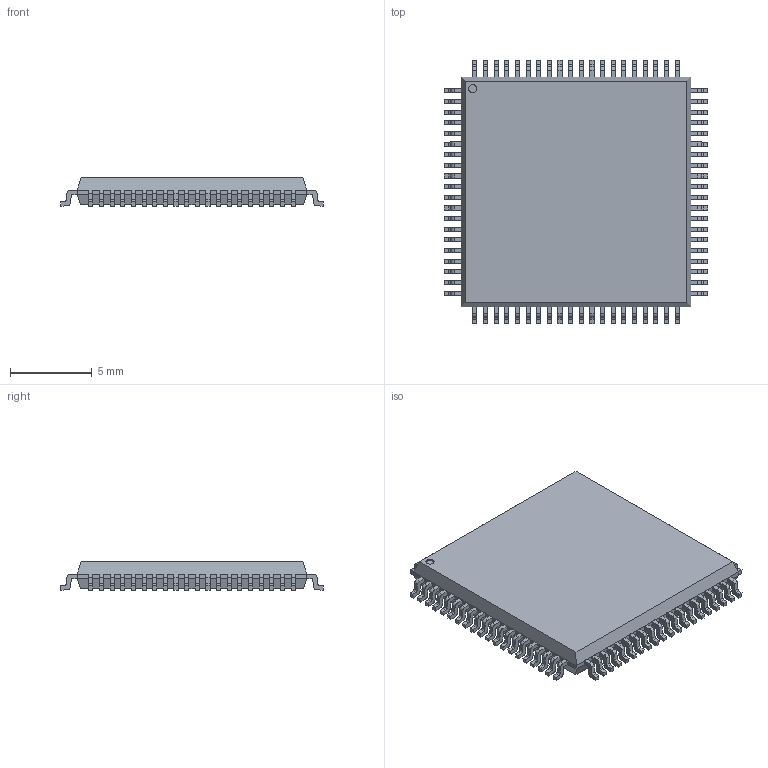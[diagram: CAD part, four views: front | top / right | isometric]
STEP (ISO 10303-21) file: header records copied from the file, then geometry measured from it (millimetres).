
FILE_DESCRIPTION((''),'2;1');
FILE_NAME('QFP65P1600X1600X174-80N.stp','2012-08-29T15:49:59',(''),(''),'Mechanical Desktop 2011','Mechanical Desktop 2011',', , ');
FILE_SCHEMA(('AUTOMOTIVE_DESIGN { 1 2 10303 214 1 1 1 1 }'));
Length unit declared in the file: millimetre
Products named in the file (1): Product
Bounding box: 16.05 x 16.05 x 1.74 mm (x, y, z)
Volume: 321.5 mm3; surface area: 603.2 mm2
Topology: 81 solids, 81 shells, 1137 faces, 2914 edges, 1940 vertices
Faces by surface type: bspline 566, plane 409, cylinder 162
Entity records: 36400 total; most frequent: CARTESIAN_POINT 9930, ORIENTED_EDGE 5828, DIRECTION 4702, EDGE_CURVE 2914, VECTOR 2270, LINE 2270, VERTEX_POINT 1940, AXIS2_PLACEMENT_3D 1216
